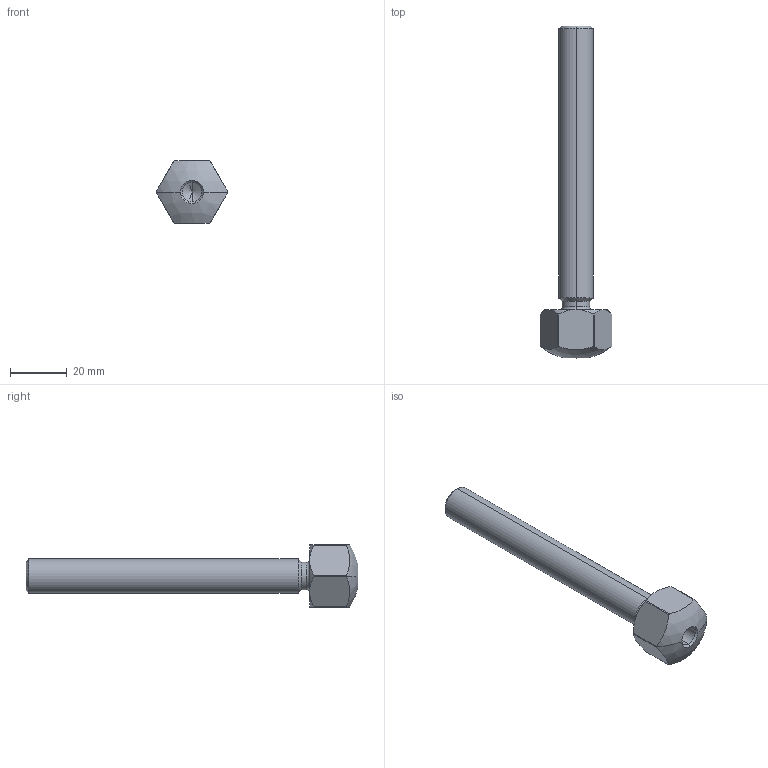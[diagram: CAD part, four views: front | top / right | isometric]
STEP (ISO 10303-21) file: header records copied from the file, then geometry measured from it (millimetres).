
FILE_DESCRIPTION (( 'STEP AP214' ), '1' );
FILE_NAME ('203600601.STEP', '2014-02-18T13:27:46', ( '' ), ( '' ), 'SwSTEP 2.0', 'SolidWorks 2014', '' );
FILE_SCHEMA (( 'AUTOMOTIVE_DESIGN' ));
Length unit declared in the file: millimetre
Products named in the file (1): 203600601
Bounding box: 25.2 x 116.98 x 22 mm (x, y, z)
Volume: 17208.5 mm3; surface area: 5913.9 mm2
Topology: 1 solids, 1 shells, 38 faces, 96 edges, 59 vertices
Faces by surface type: cone 14, cylinder 12, plane 8, torus 2, sphere 2
Entity records: 1278 total; most frequent: CARTESIAN_POINT 276, DIRECTION 210, ORIENTED_EDGE 188, EDGE_CURVE 94, AXIS2_PLACEMENT_3D 89, VERTEX_POINT 59, CIRCLE 50, EDGE_LOOP 39
